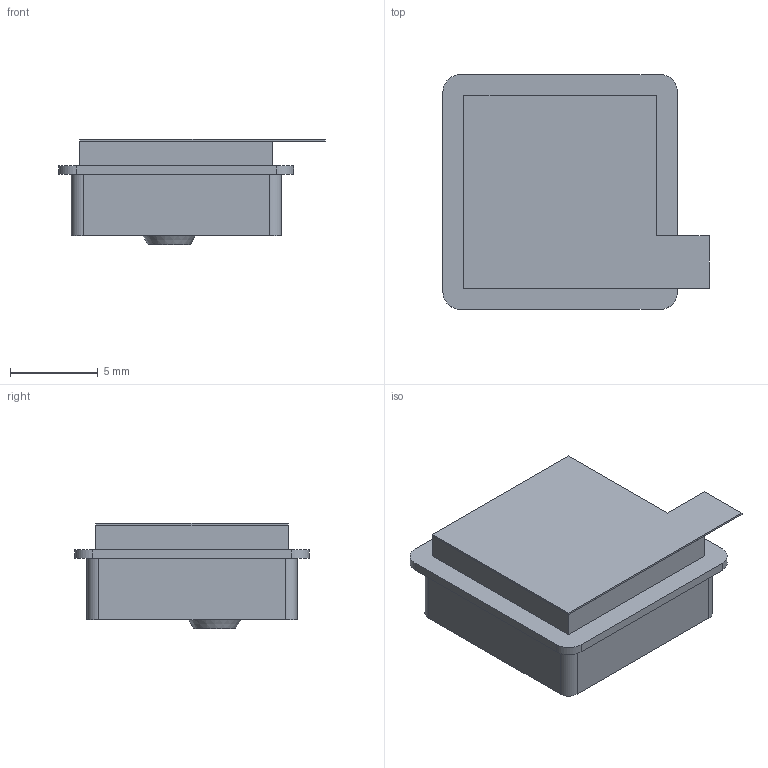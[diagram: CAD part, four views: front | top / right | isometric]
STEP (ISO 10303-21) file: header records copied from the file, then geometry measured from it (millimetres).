
FILE_DESCRIPTION(/* description */ (''),/* implementation_level */ '2;1');
FILE_NAME(/* name */ 'AP.12F.07.0045A_Web v4.step',/* time_stamp */ '2023-01-18T22:07:50-08:00',/* author */ (''),/* organization */ (''),/* preprocessor_version */ 'ST-DEVELOPER v19.2',/* originating_system */ 'Autodesk Translation Framework v11.17.0.187',/* authorisation */ '');
FILE_SCHEMA (('AUTOMOTIVE_DESIGN { 1 0 10303 214 3 1 1 }'));
Length unit declared in the file: millimetre
Products named in the file (5): AP.12F.07.0045A_Web; AP 12F Patch; AP 12F PCB; AP 12F Shielding Case; ¹s¥ó14^AP 12F
Assembly tree (4 placements, depth 2):
  AP.12F.07.0045A_Web
    AP 12F Patch
    AP 12F PCB
    AP 12F Shielding Case
    ¹s¥ó14^AP 12F
Bounding box: 15.2 x 13.4 x 6 mm (x, y, z)
Volume: 642.4 mm3; surface area: 1456.4 mm2
Topology: 4 solids, 4 shells, 41 faces, 93 edges, 62 vertices
Faces by surface type: plane 32, cylinder 8, cone 1
Entity records: 1294 total; most frequent: DIRECTION 211, CARTESIAN_POINT 205, ORIENTED_EDGE 186, EDGE_CURVE 93, LINE 75, VECTOR 75, AXIS2_PLACEMENT_3D 68, VERTEX_POINT 62
